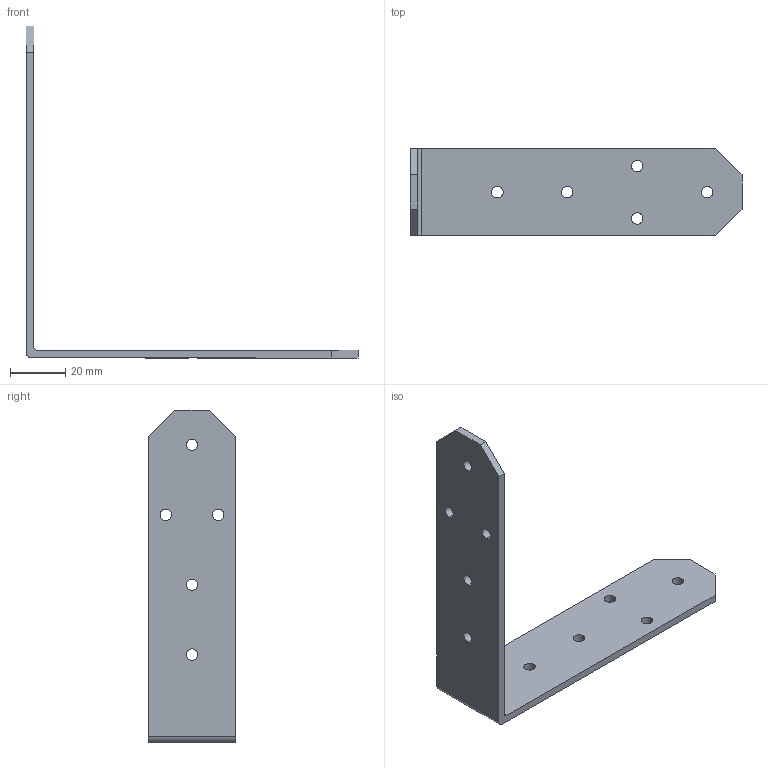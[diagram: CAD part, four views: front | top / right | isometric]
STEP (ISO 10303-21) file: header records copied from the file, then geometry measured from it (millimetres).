
FILE_DESCRIPTION (( 'STEP AP203' ), '1' );
FILE_NAME ('17715A68_Galvanized Steel Corner Bracket.STEP', '2022-11-09T14:40:45', ( 'Administrator' ), ( 'Managed by Terraform' ), 'SwSTEP 2.0', 'SolidWorks 2017', '' );
FILE_SCHEMA (( 'CONFIG_CONTROL_DESIGN' ));
Length unit declared in the file: inch
Products named in the file (1): 17715A68_Galvanized Steel Corner Bracket
Bounding box: 120.65 x 31.75 x 120.65 mm (x, y, z)
Volume: 20253.4 mm3; surface area: 16274.5 mm2
Topology: 1 solids, 1 shells, 34 faces, 96 edges, 64 vertices
Faces by surface type: cylinder 22, plane 12
Entity records: 1243 total; most frequent: DIRECTION 210, CARTESIAN_POINT 195, ORIENTED_EDGE 192, EDGE_CURVE 96, AXIS2_PLACEMENT_3D 79, VERTEX_POINT 64, EDGE_LOOP 54, LINE 52
